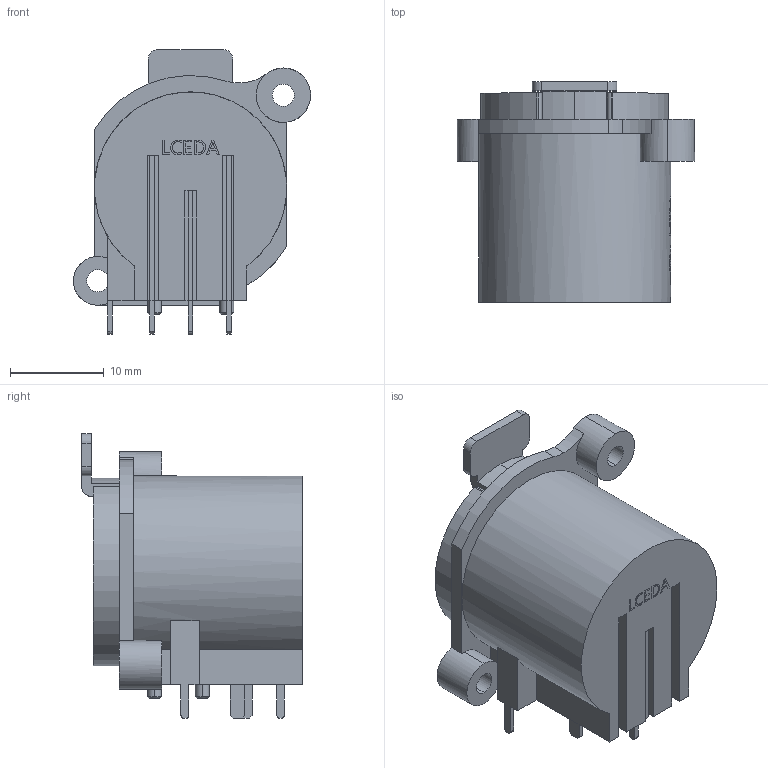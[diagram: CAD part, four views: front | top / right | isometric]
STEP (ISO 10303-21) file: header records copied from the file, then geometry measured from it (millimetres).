
FILE_DESCRIPTION (( 'STEP AP214' ), '1' );
FILE_NAME ('CONN-TH_DIN-323PP.step', '2022-08-05T11:32:20', ( '' ), ( '' ), 'SwSTEP 2.0', 'SolidWorks 2020', '' );
FILE_SCHEMA (( 'AUTOMOTIVE_DESIGN' ));
Length unit declared in the file: millimetre
Products named in the file (1): CONN-TH_DIN-323PP
Bounding box: 25.3 x 23.5 x 30.35 mm (x, y, z)
Volume: 6378.8 mm3; surface area: 5513.7 mm2
Topology: 1 solids, 1 shells, 426 faces, 1183 edges, 801 vertices
Faces by surface type: bspline 203, plane 149, cylinder 63, cone 10, torus 1
Entity records: 26521 total; most frequent: CARTESIAN_POINT 13714, ORIENTED_EDGE 2366, EDGE_CURVE 1183, DIRECTION 1079, VERTEX_POINT 801, B_SPLINE_CURVE_WITH_KNOTS 665, EDGE_LOOP 472, ADVANCED_FACE 426
